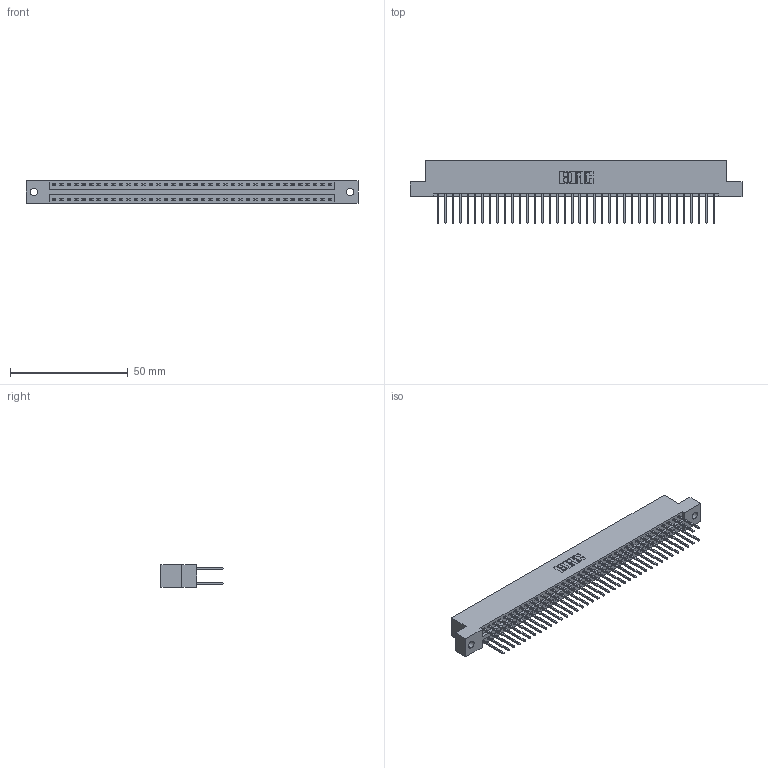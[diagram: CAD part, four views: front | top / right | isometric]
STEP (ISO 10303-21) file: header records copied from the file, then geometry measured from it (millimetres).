
FILE_DESCRIPTION (( 'STEP AP203' ), '1' );
FILE_NAME ('396-076-522-202.STEP', '2018-09-09T13:27:52', ( '' ), ( '' ), 'SwSTEP 2.0', 'SolidWorks 2016', '' );
FILE_SCHEMA (( 'CONFIG_CONTROL_DESIGN' ));
Length unit declared in the file: inch
Products named in the file (3): 346 Part_Flush Mounting Lugs - 0.128 Dia; 345-292-001_345-293-122; 396-076-522-202
Assembly tree (77 placements, depth 2):
  396-076-522-202
    346 Part_Flush Mounting Lugs - 0.128 Dia
    345-292-001_345-293-122  x76
Bounding box: 141.22 x 26.42 x 9.4 mm (x, y, z)
Volume: 13898.1 mm3; surface area: 19674.5 mm2
Topology: 77 solids, 77 shells, 4074 faces, 12109 edges, 7970 vertices
Faces by surface type: plane 2736, cylinder 1338
Entity records: 25359 total; most frequent: CARTESIAN_POINT 4184, ORIENTED_EDGE 4118, DIRECTION 3739, EDGE_CURVE 2059, VECTOR 1775, LINE 1775, VERTEX_POINT 1370, AXIS2_PLACEMENT_3D 982
